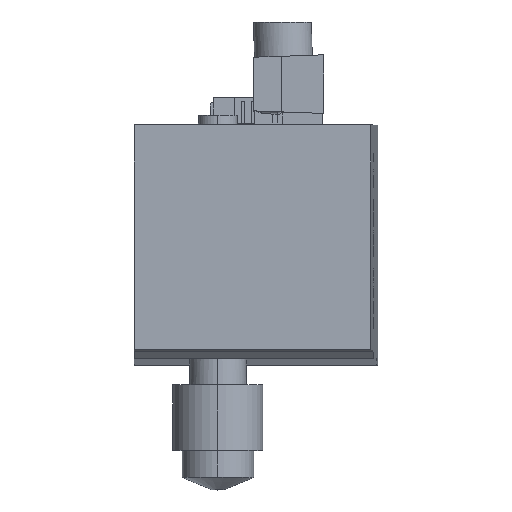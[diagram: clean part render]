
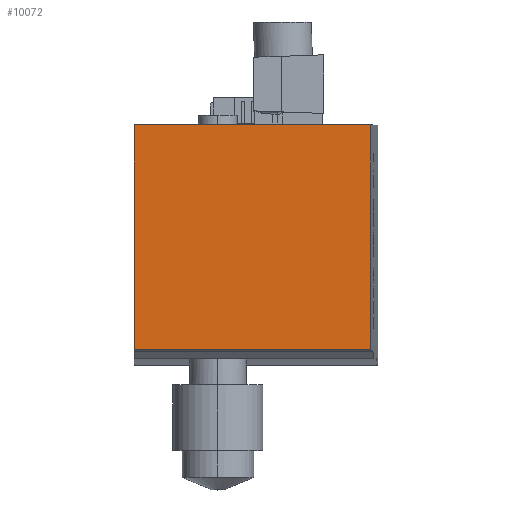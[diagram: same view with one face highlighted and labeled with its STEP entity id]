
A CAD part, top view. The second image highlights one B-rep face of the part: STEP entity #10072.
In plain terms, the highlighted planar face has unit normal (0, 0, 1).
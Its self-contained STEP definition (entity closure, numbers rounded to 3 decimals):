
#215 = EDGE_LOOP ( 'NONE', ( #9303, #8853, #306, #17553 ) ) ;
#306 = ORIENTED_EDGE ( 'NONE', *, *, #896, .F. ) ;
#896 = EDGE_CURVE ( 'NONE', #4672, #12544, #3764, .T. ) ;
#1572 = LINE ( 'NONE', #8629, #20894 ) ;
#1984 = EDGE_CURVE ( 'NONE', #3075, #15496, #2816, .T. ) ;
#2516 = CARTESIAN_POINT ( 'NONE',  ( -23.71, 27.868, 119.747 ) ) ;
#2816 = LINE ( 'NONE', #6304, #22665 ) ;
#3075 = VERTEX_POINT ( 'NONE', #2516 ) ;
#3186 = EDGE_CURVE ( 'NONE', #15496, #12544, #1572, .T. ) ;
#3764 = LINE ( 'NONE', #7353, #8285 ) ;
#3873 = DIRECTION ( 'NONE',  ( 1., 0., 0. ) ) ;
#4672 = VERTEX_POINT ( 'NONE', #21585 ) ;
#6304 = CARTESIAN_POINT ( 'NONE',  ( -80.518, 27.868, 119.747 ) ) ;
#7353 = CARTESIAN_POINT ( 'NONE',  ( -80.518, 68.464, 119.747 ) ) ;
#7411 = VECTOR ( 'NONE', #13943, 1000. ) ;
#7659 = CARTESIAN_POINT ( 'NONE',  ( 19.02, 27.868, 119.747 ) ) ;
#7929 = DIRECTION ( 'NONE',  ( 1., 0., 0. ) ) ;
#8285 = VECTOR ( 'NONE', #3873, 1000. ) ;
#8629 = CARTESIAN_POINT ( 'NONE',  ( 19.02, -27.82, 119.747 ) ) ;
#8853 = ORIENTED_EDGE ( 'NONE', *, *, #3186, .T. ) ;
#9303 = ORIENTED_EDGE ( 'NONE', *, *, #1984, .T. ) ;
#9372 = EDGE_CURVE ( 'NONE', #3075, #4672, #19751, .T. ) ;
#10072 = ADVANCED_FACE ( 'NONE', ( #15373 ), #15606, .T. ) ;
#10253 = DIRECTION ( 'NONE',  ( 1., 0., 0. ) ) ;
#12221 = CARTESIAN_POINT ( 'NONE',  ( -23.71, -27.82, 119.747 ) ) ;
#12257 = CARTESIAN_POINT ( 'NONE',  ( -80.518, -27.82, 119.747 ) ) ;
#12544 = VERTEX_POINT ( 'NONE', #14312 ) ;
#13514 = DIRECTION ( 'NONE',  ( 0., 1., 0. ) ) ;
#13943 = DIRECTION ( 'NONE',  ( 0., 1., 0. ) ) ;
#14312 = CARTESIAN_POINT ( 'NONE',  ( 19.02, 68.464, 119.747 ) ) ;
#15373 = FACE_OUTER_BOUND ( 'NONE', #215, .T. ) ;
#15496 = VERTEX_POINT ( 'NONE', #7659 ) ;
#15550 = AXIS2_PLACEMENT_3D ( 'NONE', #12257, #19070, #10253 ) ;
#15606 = PLANE ( 'NONE',  #15550 ) ;
#17553 = ORIENTED_EDGE ( 'NONE', *, *, #9372, .F. ) ;
#19070 = DIRECTION ( 'NONE',  ( 0., 0., 1. ) ) ;
#19751 = LINE ( 'NONE', #12221, #7411 ) ;
#20894 = VECTOR ( 'NONE', #13514, 1000. ) ;
#21585 = CARTESIAN_POINT ( 'NONE',  ( -23.71, 68.464, 119.747 ) ) ;
#22665 = VECTOR ( 'NONE', #7929, 1000. ) ;
